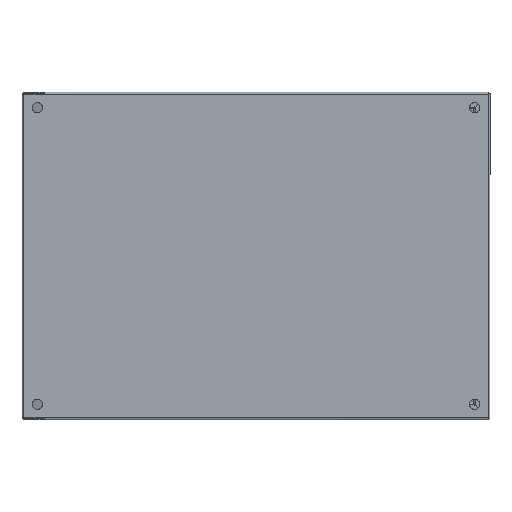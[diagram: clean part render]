
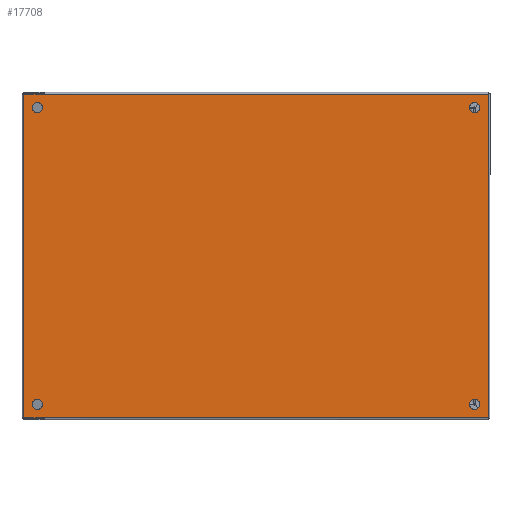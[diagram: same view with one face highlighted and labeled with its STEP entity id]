
A CAD part, left-side view. The second image highlights one B-rep face of the part: STEP entity #17708.
In plain terms, the highlighted face is planar.
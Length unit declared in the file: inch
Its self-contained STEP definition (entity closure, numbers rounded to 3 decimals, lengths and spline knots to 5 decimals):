
#63 = AXIS2_PLACEMENT_3D ( 'NONE', #4339, #23595, #1604 ) ;
#617 = EDGE_LOOP ( 'NONE', ( #2144, #18008 ) ) ;
#921 = CARTESIAN_POINT ( 'NONE',  ( 7.914, 0., 0. ) ) ;
#1140 = DIRECTION ( 'NONE',  ( 0., 1., 0. ) ) ;
#1356 = CARTESIAN_POINT ( 'NONE',  ( 0., 0., 0. ) ) ;
#1604 = DIRECTION ( 'NONE',  ( -1., 0., 0. ) ) ;
#2080 = ORIENTED_EDGE ( 'NONE', *, *, #16288, .T. ) ;
#2144 = ORIENTED_EDGE ( 'NONE', *, *, #15233, .T. ) ;
#2494 = CARTESIAN_POINT ( 'NONE',  ( -7.25, 0., 10.68108 ) ) ;
#3198 = FACE_BOUND ( 'NONE', #617, .T. ) ;
#3564 = DIRECTION ( 'NONE',  ( 0., -1., 0. ) ) ;
#3724 = AXIS2_PLACEMENT_3D ( 'NONE', #11002, #8570, #25565 ) ;
#4033 = AXIS2_PLACEMENT_3D ( 'NONE', #16004, #25998, #8598 ) ;
#4246 = EDGE_CURVE ( 'NONE', #14754, #8868, #27635, .T. ) ;
#4339 = CARTESIAN_POINT ( 'NONE',  ( -7.25, 0., -10.6935 ) ) ;
#4632 = EDGE_CURVE ( 'NONE', #13768, #11585, #12293, .T. ) ;
#5132 = VERTEX_POINT ( 'NONE', #17980 ) ;
#5414 = CARTESIAN_POINT ( 'NONE',  ( 7.914, 0., 11.34508 ) ) ;
#5814 = ORIENTED_EDGE ( 'NONE', *, *, #4246, .T. ) ;
#5848 = CARTESIAN_POINT ( 'NONE',  ( 7.25, 0., -10.6935 ) ) ;
#6164 = VERTEX_POINT ( 'NONE', #22520 ) ;
#6201 = CIRCLE ( 'NONE', #24690, 0.25 ) ;
#6911 = CARTESIAN_POINT ( 'NONE',  ( 0., 0., 11.34508 ) ) ;
#7169 = VECTOR ( 'NONE', #22676, 39.37008 ) ;
#7299 = AXIS2_PLACEMENT_3D ( 'NONE', #30601, #3564, #27815 ) ;
#7491 = ORIENTED_EDGE ( 'NONE', *, *, #28991, .T. ) ;
#7800 = FACE_BOUND ( 'NONE', #13687, .T. ) ;
#8570 = DIRECTION ( 'NONE',  ( 0., -1., 0. ) ) ;
#8587 = DIRECTION ( 'NONE',  ( -1., 0., 0. ) ) ;
#8598 = DIRECTION ( 'NONE',  ( -1., 0., 0. ) ) ;
#8868 = VERTEX_POINT ( 'NONE', #17727 ) ;
#9050 = CIRCLE ( 'NONE', #7299, 0.25 ) ;
#9082 = DIRECTION ( 'NONE',  ( 0., -1., 0. ) ) ;
#9184 = DIRECTION ( 'NONE',  ( -1., 0., 0. ) ) ;
#9580 = EDGE_CURVE ( 'NONE', #13572, #23132, #25572, .T. ) ;
#10079 = AXIS2_PLACEMENT_3D ( 'NONE', #5848, #25332, #12709 ) ;
#10363 = VERTEX_POINT ( 'NONE', #17394 ) ;
#10708 = EDGE_CURVE ( 'NONE', #8868, #14754, #11942, .T. ) ;
#10970 = VERTEX_POINT ( 'NONE', #27727 ) ;
#11002 = CARTESIAN_POINT ( 'NONE',  ( 7.25, 0., 10.68108 ) ) ;
#11349 = CARTESIAN_POINT ( 'NONE',  ( 7.5, 0., 10.68108 ) ) ;
#11441 = ORIENTED_EDGE ( 'NONE', *, *, #10708, .T. ) ;
#11529 = AXIS2_PLACEMENT_3D ( 'NONE', #2494, #11866, #19343 ) ;
#11585 = VERTEX_POINT ( 'NONE', #21018 ) ;
#11866 = DIRECTION ( 'NONE',  ( 0., -1., 0. ) ) ;
#11942 = CIRCLE ( 'NONE', #19404, 0.25 ) ;
#12293 = CIRCLE ( 'NONE', #10079, 0.25 ) ;
#12365 = EDGE_LOOP ( 'NONE', ( #20847, #7491, #25165, #13062, #26184, #22012 ) ) ;
#12420 = DIRECTION ( 'NONE',  ( 0., 0., 1. ) ) ;
#12709 = DIRECTION ( 'NONE',  ( -1., 0., 0. ) ) ;
#12737 = FACE_OUTER_BOUND ( 'NONE', #12365, .T. ) ;
#13035 = VERTEX_POINT ( 'NONE', #13138 ) ;
#13062 = ORIENTED_EDGE ( 'NONE', *, *, #20190, .T. ) ;
#13138 = CARTESIAN_POINT ( 'NONE',  ( -7.914, 0., 11.34508 ) ) ;
#13572 = VERTEX_POINT ( 'NONE', #5414 ) ;
#13687 = EDGE_LOOP ( 'NONE', ( #14905, #26171 ) ) ;
#13768 = VERTEX_POINT ( 'NONE', #23472 ) ;
#14649 = EDGE_CURVE ( 'NONE', #11585, #13768, #9050, .T. ) ;
#14732 = CIRCLE ( 'NONE', #11529, 0.25 ) ;
#14754 = VERTEX_POINT ( 'NONE', #11349 ) ;
#14766 = VECTOR ( 'NONE', #19196, 39.37008 ) ;
#14905 = ORIENTED_EDGE ( 'NONE', *, *, #14649, .T. ) ;
#15113 = EDGE_LOOP ( 'NONE', ( #11441, #5814 ) ) ;
#15233 = EDGE_CURVE ( 'NONE', #23757, #10970, #6201, .T. ) ;
#15516 = CARTESIAN_POINT ( 'NONE',  ( -7.5, 0., 10.68108 ) ) ;
#15632 = LINE ( 'NONE', #18829, #20998 ) ;
#15752 = CARTESIAN_POINT ( 'NONE',  ( 0., 0., -11.3575 ) ) ;
#15962 = CARTESIAN_POINT ( 'NONE',  ( -7.5, 0., -10.6935 ) ) ;
#16004 = CARTESIAN_POINT ( 'NONE',  ( -7.25, 0., 10.68108 ) ) ;
#16288 = EDGE_CURVE ( 'NONE', #27298, #23360, #20983, .T. ) ;
#16524 = AXIS2_PLACEMENT_3D ( 'NONE', #1356, #1140, #8587 ) ;
#16590 = CIRCLE ( 'NONE', #63, 0.25 ) ;
#17394 = CARTESIAN_POINT ( 'NONE',  ( -7.914, 0., 10.34508 ) ) ;
#17648 = EDGE_LOOP ( 'NONE', ( #2080, #29133 ) ) ;
#17708 = ADVANCED_FACE ( 'NONE', ( #12737, #7800, #26513, #22281, #3198 ), #30176, .T. ) ;
#17727 = CARTESIAN_POINT ( 'NONE',  ( 7., 0., 10.68108 ) ) ;
#17980 = CARTESIAN_POINT ( 'NONE',  ( 7.914, 0., -11.3575 ) ) ;
#18008 = ORIENTED_EDGE ( 'NONE', *, *, #18397, .T. ) ;
#18232 = DIRECTION ( 'NONE',  ( -1., 0., 0. ) ) ;
#18397 = EDGE_CURVE ( 'NONE', #10970, #23757, #16590, .T. ) ;
#18816 = DIRECTION ( 'NONE',  ( 0., 0., -1. ) ) ;
#18829 = CARTESIAN_POINT ( 'NONE',  ( -7.914, 0., 0. ) ) ;
#18850 = DIRECTION ( 'NONE',  ( -1., 0., 0. ) ) ;
#19167 = EDGE_CURVE ( 'NONE', #10363, #13035, #22211, .T. ) ;
#19196 = DIRECTION ( 'NONE',  ( 1., 0., 0. ) ) ;
#19219 = CARTESIAN_POINT ( 'NONE',  ( -7., 0., 10.68108 ) ) ;
#19343 = DIRECTION ( 'NONE',  ( -1., 0., 0. ) ) ;
#19404 = AXIS2_PLACEMENT_3D ( 'NONE', #21282, #29016, #18850 ) ;
#19768 = CARTESIAN_POINT ( 'NONE',  ( -7.914, 0., 0. ) ) ;
#20190 = EDGE_CURVE ( 'NONE', #13035, #13572, #24383, .T. ) ;
#20574 = CARTESIAN_POINT ( 'NONE',  ( -7.25, 0., -10.6935 ) ) ;
#20608 = CARTESIAN_POINT ( 'NONE',  ( 7.914, 0., 10.34508 ) ) ;
#20847 = ORIENTED_EDGE ( 'NONE', *, *, #28541, .T. ) ;
#20983 = CIRCLE ( 'NONE', #4033, 0.25 ) ;
#20998 = VECTOR ( 'NONE', #31253, 39.37008 ) ;
#21018 = CARTESIAN_POINT ( 'NONE',  ( 7., 0., -10.6935 ) ) ;
#21263 = LINE ( 'NONE', #921, #7169 ) ;
#21282 = CARTESIAN_POINT ( 'NONE',  ( 7.25, 0., 10.68108 ) ) ;
#21400 = LINE ( 'NONE', #15752, #25495 ) ;
#22012 = ORIENTED_EDGE ( 'NONE', *, *, #24852, .T. ) ;
#22211 = LINE ( 'NONE', #19768, #29889 ) ;
#22281 = FACE_BOUND ( 'NONE', #17648, .T. ) ;
#22520 = CARTESIAN_POINT ( 'NONE',  ( -7.914, 0., -11.3575 ) ) ;
#22676 = DIRECTION ( 'NONE',  ( 0., 0., -1. ) ) ;
#23132 = VERTEX_POINT ( 'NONE', #20608 ) ;
#23360 = VERTEX_POINT ( 'NONE', #19219 ) ;
#23472 = CARTESIAN_POINT ( 'NONE',  ( 7.5, 0., -10.6935 ) ) ;
#23595 = DIRECTION ( 'NONE',  ( 0., -1., 0. ) ) ;
#23757 = VERTEX_POINT ( 'NONE', #15962 ) ;
#23856 = CARTESIAN_POINT ( 'NONE',  ( 7.914, 0., 0. ) ) ;
#24383 = LINE ( 'NONE', #6911, #14766 ) ;
#24690 = AXIS2_PLACEMENT_3D ( 'NONE', #20574, #9082, #9184 ) ;
#24852 = EDGE_CURVE ( 'NONE', #23132, #5132, #21263, .T. ) ;
#25165 = ORIENTED_EDGE ( 'NONE', *, *, #19167, .T. ) ;
#25332 = DIRECTION ( 'NONE',  ( 0., -1., 0. ) ) ;
#25495 = VECTOR ( 'NONE', #18232, 39.37008 ) ;
#25565 = DIRECTION ( 'NONE',  ( -1., 0., 0. ) ) ;
#25572 = LINE ( 'NONE', #23856, #31667 ) ;
#25998 = DIRECTION ( 'NONE',  ( 0., -1., 0. ) ) ;
#26171 = ORIENTED_EDGE ( 'NONE', *, *, #4632, .T. ) ;
#26184 = ORIENTED_EDGE ( 'NONE', *, *, #9580, .T. ) ;
#26513 = FACE_BOUND ( 'NONE', #15113, .T. ) ;
#27298 = VERTEX_POINT ( 'NONE', #15516 ) ;
#27635 = CIRCLE ( 'NONE', #3724, 0.25 ) ;
#27727 = CARTESIAN_POINT ( 'NONE',  ( -7., 0., -10.6935 ) ) ;
#27815 = DIRECTION ( 'NONE',  ( -1., 0., 0. ) ) ;
#28541 = EDGE_CURVE ( 'NONE', #5132, #6164, #21400, .T. ) ;
#28991 = EDGE_CURVE ( 'NONE', #6164, #10363, #15632, .T. ) ;
#29016 = DIRECTION ( 'NONE',  ( 0., -1., 0. ) ) ;
#29133 = ORIENTED_EDGE ( 'NONE', *, *, #30066, .T. ) ;
#29889 = VECTOR ( 'NONE', #12420, 39.37008 ) ;
#30066 = EDGE_CURVE ( 'NONE', #23360, #27298, #14732, .T. ) ;
#30176 = PLANE ( 'NONE',  #16524 ) ;
#30601 = CARTESIAN_POINT ( 'NONE',  ( 7.25, 0., -10.6935 ) ) ;
#31253 = DIRECTION ( 'NONE',  ( 0., 0., 1. ) ) ;
#31667 = VECTOR ( 'NONE', #18816, 39.37008 ) ;
